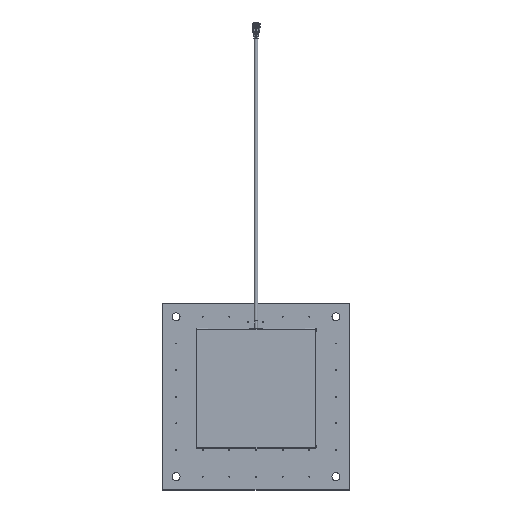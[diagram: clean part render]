
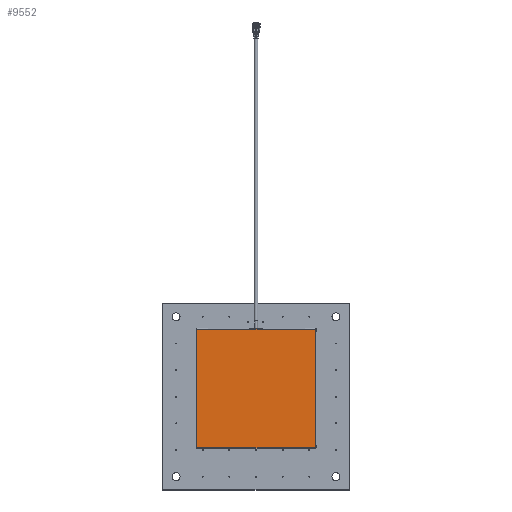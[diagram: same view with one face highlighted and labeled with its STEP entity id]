
A CAD part, top view. The second image highlights one B-rep face of the part: STEP entity #9552.
In plain terms, the highlighted planar face has unit normal (0, 0, 1).
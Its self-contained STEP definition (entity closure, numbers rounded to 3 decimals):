
#782 = ORIENTED_EDGE ( 'NONE', *, *, #17203, .F. ) ;
#1261 = LINE ( 'NONE', #11746, #20640 ) ;
#1627 = VERTEX_POINT ( 'NONE', #7202 ) ;
#1714 = DIRECTION ( 'NONE',  ( 1., 0., 0. ) ) ;
#1747 = LINE ( 'NONE', #3370, #17683 ) ;
#2233 = VECTOR ( 'NONE', #1714, 1000. ) ;
#3370 = CARTESIAN_POINT ( 'NONE',  ( 272.602, 136.121, 5.29 ) ) ;
#4894 = PLANE ( 'NONE',  #11657 ) ;
#5131 = DIRECTION ( 'NONE',  ( 0., 1., 0. ) ) ;
#5435 = ORIENTED_EDGE ( 'NONE', *, *, #11450, .F. ) ;
#5826 = VERTEX_POINT ( 'NONE', #10206 ) ;
#5927 = ORIENTED_EDGE ( 'NONE', *, *, #14441, .F. ) ;
#6335 = DIRECTION ( 'NONE',  ( -1., 0., 0. ) ) ;
#6368 = LINE ( 'NONE', #6590, #17205 ) ;
#6562 = CARTESIAN_POINT ( 'NONE',  ( 294.802, 383.621, 5.29 ) ) ;
#6590 = CARTESIAN_POINT ( 'NONE',  ( 317.002, 631.121, 5.29 ) ) ;
#6837 = EDGE_CURVE ( 'NONE', #12843, #1627, #6368, .T. ) ;
#7202 = CARTESIAN_POINT ( 'NONE',  ( 317.002, 361.421, 5.29 ) ) ;
#8118 = DIRECTION ( 'NONE',  ( 0., 0., 1. ) ) ;
#8662 = DIRECTION ( 'NONE',  ( 0., -1., 0. ) ) ;
#9552 = ADVANCED_FACE ( 'NONE', ( #11653 ), #4894, .T. ) ;
#10206 = CARTESIAN_POINT ( 'NONE',  ( 272.602, 405.821, 5.29 ) ) ;
#11450 = EDGE_CURVE ( 'NONE', #20291, #5826, #1747, .T. ) ;
#11653 = FACE_OUTER_BOUND ( 'NONE', #14890, .T. ) ;
#11657 = AXIS2_PLACEMENT_3D ( 'NONE', #6562, #8118, #13307 ) ;
#11746 = CARTESIAN_POINT ( 'NONE',  ( 542.302, 361.421, 5.29 ) ) ;
#11883 = CARTESIAN_POINT ( 'NONE',  ( 272.602, 361.421, 5.29 ) ) ;
#12161 = CARTESIAN_POINT ( 'NONE',  ( 47.302, 405.821, 5.29 ) ) ;
#12843 = VERTEX_POINT ( 'NONE', #19276 ) ;
#13307 = DIRECTION ( 'NONE',  ( 0., 1., 0. ) ) ;
#14441 = EDGE_CURVE ( 'NONE', #5826, #12843, #18821, .T. ) ;
#14890 = EDGE_LOOP ( 'NONE', ( #5927, #5435, #782, #21800 ) ) ;
#17203 = EDGE_CURVE ( 'NONE', #1627, #20291, #1261, .T. ) ;
#17205 = VECTOR ( 'NONE', #8662, 1000. ) ;
#17683 = VECTOR ( 'NONE', #5131, 1000. ) ;
#18821 = LINE ( 'NONE', #12161, #2233 ) ;
#19276 = CARTESIAN_POINT ( 'NONE',  ( 317.002, 405.821, 5.29 ) ) ;
#20291 = VERTEX_POINT ( 'NONE', #11883 ) ;
#20640 = VECTOR ( 'NONE', #6335, 1000. ) ;
#21800 = ORIENTED_EDGE ( 'NONE', *, *, #6837, .F. ) ;
